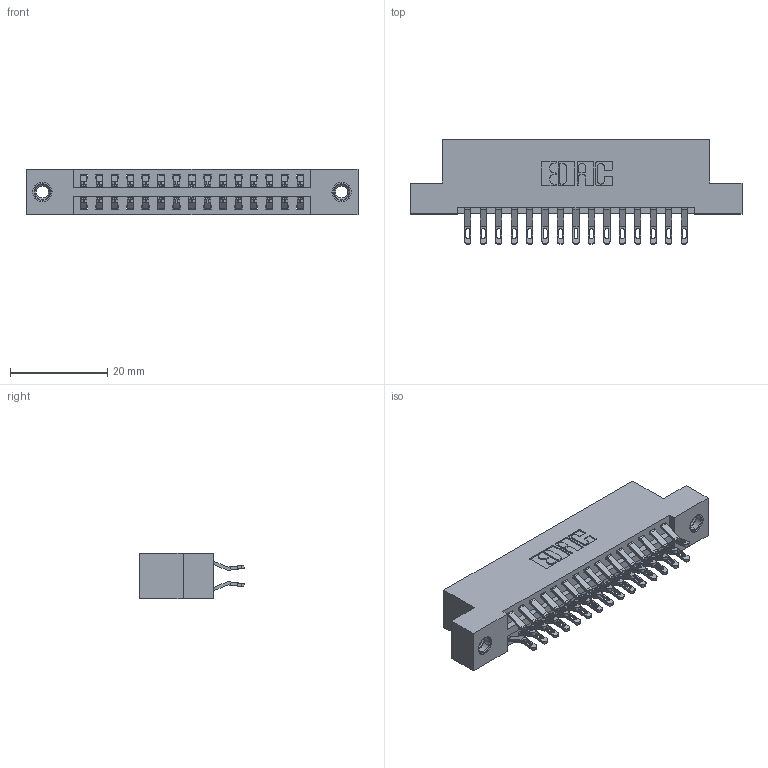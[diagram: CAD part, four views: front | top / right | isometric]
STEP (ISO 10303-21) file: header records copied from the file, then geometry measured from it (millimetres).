
FILE_DESCRIPTION (( 'STEP AP203' ), '1' );
FILE_NAME ('346-030-555-207.STEP', '2022-05-19T16:43:53', ( '' ), ( '' ), 'SwSTEP 2.0', 'SolidWorks 2020', '' );
FILE_SCHEMA (( 'CONFIG_CONTROL_DESIGN' ));
Length unit declared in the file: inch
Products named in the file (4): 346 Part_Flush Mounting Lugs - 0.156 Dia-TI; 346-030-555-207; 345-250-001_345-250-005-103; 345-292-001_555 Tail
Assembly tree (33 placements, depth 2):
  346-030-555-207
    346 Part_Flush Mounting Lugs - 0.156 Dia-TI
    345-292-001_555 Tail  x30
    345-250-001_345-250-005-103  x2
Bounding box: 68.2 x 21.46 x 9.4 mm (x, y, z)
Volume: 6514 mm3; surface area: 8873.6 mm2
Topology: 33 solids, 33 shells, 1922 faces, 5955 edges, 3962 vertices
Faces by surface type: plane 1098, cylinder 808, cone 12, torus 4
Entity records: 14936 total; most frequent: CARTESIAN_POINT 2517, ORIENTED_EDGE 2414, DIRECTION 2265, EDGE_CURVE 1207, LINE 975, VECTOR 975, VERTEX_POINT 800, AXIS2_PLACEMENT_3D 645
